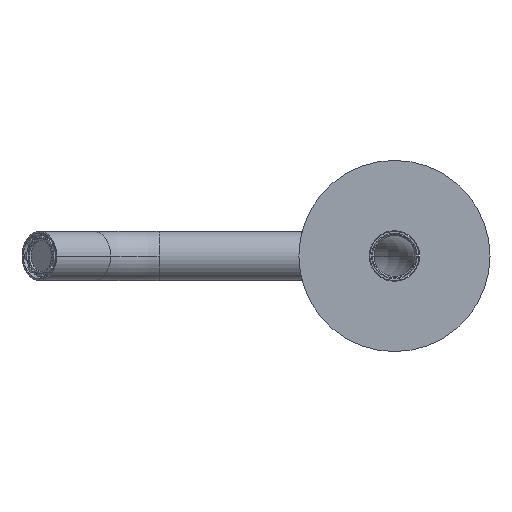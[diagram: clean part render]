
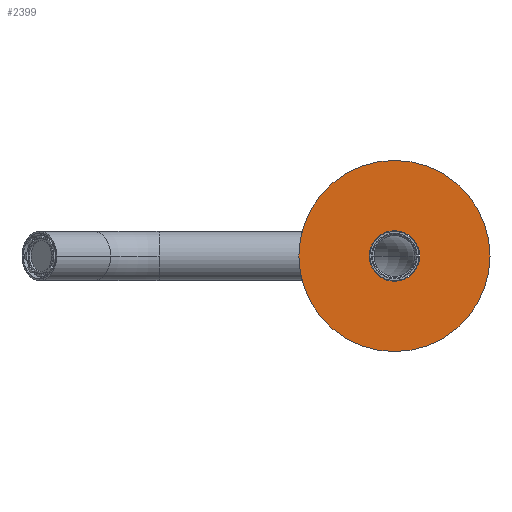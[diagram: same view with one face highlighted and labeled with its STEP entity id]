
A CAD part, front view. The second image highlights one B-rep face of the part: STEP entity #2399.
In plain terms, the highlighted face is planar.
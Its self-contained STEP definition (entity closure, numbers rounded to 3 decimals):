
#111 = CARTESIAN_POINT ( 'NONE',  ( 0., 0., 0. ) ) ;
#152 = CARTESIAN_POINT ( 'NONE',  ( -9.25, 0., 0. ) ) ;
#322 = AXIS2_PLACEMENT_3D ( 'NONE', #470, #490, #511 ) ;
#325 = CIRCLE ( 'NONE', #322, 9.25 ) ;
#333 = CARTESIAN_POINT ( 'NONE',  ( 9.25, 0., 0. ) ) ;
#355 = ORIENTED_EDGE ( 'NONE', *, *, #1648, .T. ) ;
#364 = CIRCLE ( 'NONE', #970, 35. ) ;
#470 = CARTESIAN_POINT ( 'NONE',  ( 0., 0., 0. ) ) ;
#490 = DIRECTION ( 'NONE',  ( 0., 0., 1. ) ) ;
#511 = DIRECTION ( 'NONE',  ( 1., 0., 0. ) ) ;
#602 = VERTEX_POINT ( 'NONE', #1845 ) ;
#745 = EDGE_LOOP ( 'NONE', ( #2056, #355 ) ) ;
#773 = CIRCLE ( 'NONE', #3692, 9.25 ) ;
#782 = EDGE_CURVE ( 'NONE', #602, #1015, #918, .T. ) ;
#867 = AXIS2_PLACEMENT_3D ( 'NONE', #2300, #2297, #2291 ) ;
#918 = CIRCLE ( 'NONE', #3320, 35. ) ;
#970 = AXIS2_PLACEMENT_3D ( 'NONE', #2325, #2317, #2304 ) ;
#983 = EDGE_CURVE ( 'NONE', #1015, #602, #364, .T. ) ;
#1015 = VERTEX_POINT ( 'NONE', #2086 ) ;
#1340 = ORIENTED_EDGE ( 'NONE', *, *, #983, .T. ) ;
#1376 = EDGE_LOOP ( 'NONE', ( #1340, #2698 ) ) ;
#1602 = VERTEX_POINT ( 'NONE', #333 ) ;
#1648 = EDGE_CURVE ( 'NONE', #1602, #2864, #773, .T. ) ;
#1845 = CARTESIAN_POINT ( 'NONE',  ( -35., 0., 0. ) ) ;
#2056 = ORIENTED_EDGE ( 'NONE', *, *, #3443, .T. ) ;
#2086 = CARTESIAN_POINT ( 'NONE',  ( 35., 0., 0. ) ) ;
#2291 = DIRECTION ( 'NONE',  ( 1., 0., 0. ) ) ;
#2297 = DIRECTION ( 'NONE',  ( 0., 0., 1. ) ) ;
#2300 = CARTESIAN_POINT ( 'NONE',  ( 0., 0., 0. ) ) ;
#2304 = DIRECTION ( 'NONE',  ( 1., 0., 0. ) ) ;
#2317 = DIRECTION ( 'NONE',  ( 0., 0., -1. ) ) ;
#2318 = PLANE ( 'NONE',  #867 ) ;
#2321 = FACE_OUTER_BOUND ( 'NONE', #1376, .T. ) ;
#2325 = CARTESIAN_POINT ( 'NONE',  ( 0., 0., 0. ) ) ;
#2364 = FACE_BOUND ( 'NONE', #745, .T. ) ;
#2399 = ADVANCED_FACE ( 'NONE', ( #2364, #2321 ), #2318, .F. ) ;
#2698 = ORIENTED_EDGE ( 'NONE', *, *, #782, .T. ) ;
#2864 = VERTEX_POINT ( 'NONE', #152 ) ;
#3320 = AXIS2_PLACEMENT_3D ( 'NONE', #3653, #3634, #3571 ) ;
#3443 = EDGE_CURVE ( 'NONE', #2864, #1602, #325, .T. ) ;
#3571 = DIRECTION ( 'NONE',  ( 1., 0., 0. ) ) ;
#3634 = DIRECTION ( 'NONE',  ( 0., 0., -1. ) ) ;
#3653 = CARTESIAN_POINT ( 'NONE',  ( 0., 0., 0. ) ) ;
#3692 = AXIS2_PLACEMENT_3D ( 'NONE', #111, #3710, #3704 ) ;
#3704 = DIRECTION ( 'NONE',  ( 1., 0., 0. ) ) ;
#3710 = DIRECTION ( 'NONE',  ( 0., 0., 1. ) ) ;
